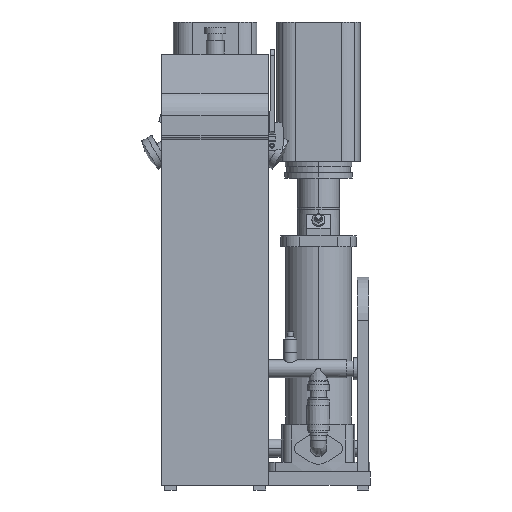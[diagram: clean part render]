
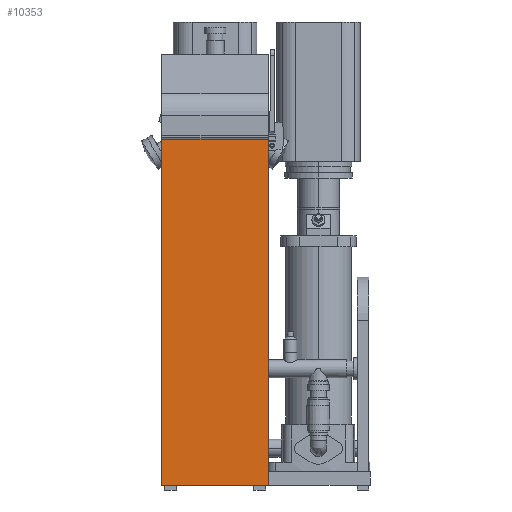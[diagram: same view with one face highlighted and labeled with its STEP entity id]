
A CAD part, front view. The second image highlights one B-rep face of the part: STEP entity #10353.
In plain terms, the highlighted planar face has unit normal (0, -1, 0).
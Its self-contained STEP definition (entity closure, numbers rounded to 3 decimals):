
#148 = EDGE_CURVE ( 'NONE', #23928, #15097, #6605, .T. ) ;
#289 = CARTESIAN_POINT ( 'NONE',  ( -113.5, -224.3, 746.194 ) ) ;
#1906 = DIRECTION ( 'NONE',  ( -1., 0., 0. ) ) ;
#1962 = DIRECTION ( 'NONE',  ( 0., -1., 0. ) ) ;
#2734 = DIRECTION ( 'NONE',  ( 0., 0., 1. ) ) ;
#3921 = LINE ( 'NONE', #17275, #4964 ) ;
#4083 = PLANE ( 'NONE',  #19520 ) ;
#4088 = VECTOR ( 'NONE', #23574, 1000. ) ;
#4964 = VECTOR ( 'NONE', #15784, 1000. ) ;
#5669 = CARTESIAN_POINT ( 'NONE',  ( 0., -224.3, 746.194 ) ) ;
#5670 = VECTOR ( 'NONE', #2734, 1000. ) ;
#6605 = LINE ( 'NONE', #14151, #4088 ) ;
#7354 = EDGE_CURVE ( 'NONE', #15097, #18280, #22472, .T. ) ;
#7882 = ORIENTED_EDGE ( 'NONE', *, *, #20091, .T. ) ;
#8457 = CARTESIAN_POINT ( 'NONE',  ( 113.5, -224.3, 10.354 ) ) ;
#10017 = VECTOR ( 'NONE', #1906, 1000. ) ;
#10353 = ADVANCED_FACE ( 'NONE', ( #19058 ), #4083, .T. ) ;
#11615 = DIRECTION ( 'NONE',  ( 0., 0., -1. ) ) ;
#12389 = CARTESIAN_POINT ( 'NONE',  ( -113.5, -224.3, 10.354 ) ) ;
#14151 = CARTESIAN_POINT ( 'NONE',  ( 113.5, -224.3, 10.354 ) ) ;
#14208 = EDGE_CURVE ( 'NONE', #18280, #17982, #14226, .T. ) ;
#14226 = LINE ( 'NONE', #18068, #5670 ) ;
#15014 = CARTESIAN_POINT ( 'NONE',  ( 0., -224.3, 10.354 ) ) ;
#15097 = VERTEX_POINT ( 'NONE', #8457 ) ;
#15784 = DIRECTION ( 'NONE',  ( -1., 0., 0. ) ) ;
#15988 = CARTESIAN_POINT ( 'NONE',  ( 113.5, -224.3, 746.194 ) ) ;
#17275 = CARTESIAN_POINT ( 'NONE',  ( 0., -224.3, 746.194 ) ) ;
#17406 = EDGE_LOOP ( 'NONE', ( #20930, #20198, #7882, #17677 ) ) ;
#17677 = ORIENTED_EDGE ( 'NONE', *, *, #14208, .F. ) ;
#17982 = VERTEX_POINT ( 'NONE', #289 ) ;
#18068 = CARTESIAN_POINT ( 'NONE',  ( -113.5, -224.3, 10.354 ) ) ;
#18280 = VERTEX_POINT ( 'NONE', #12389 ) ;
#19058 = FACE_OUTER_BOUND ( 'NONE', #17406, .T. ) ;
#19520 = AXIS2_PLACEMENT_3D ( 'NONE', #5669, #1962, #11615 ) ;
#20091 = EDGE_CURVE ( 'NONE', #23928, #17982, #3921, .T. ) ;
#20198 = ORIENTED_EDGE ( 'NONE', *, *, #148, .F. ) ;
#20930 = ORIENTED_EDGE ( 'NONE', *, *, #7354, .F. ) ;
#22472 = LINE ( 'NONE', #15014, #10017 ) ;
#23574 = DIRECTION ( 'NONE',  ( 0., 0., -1. ) ) ;
#23928 = VERTEX_POINT ( 'NONE', #15988 ) ;
